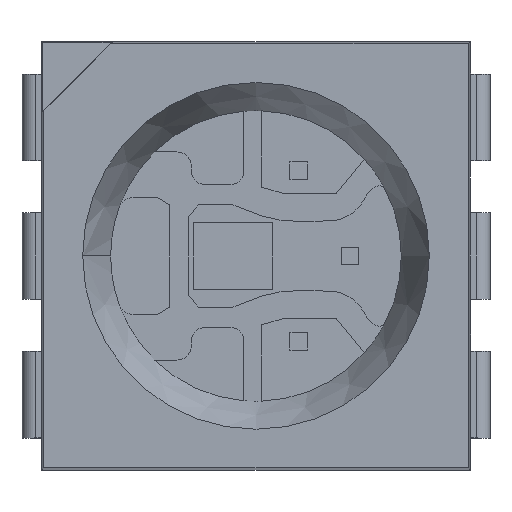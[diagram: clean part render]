
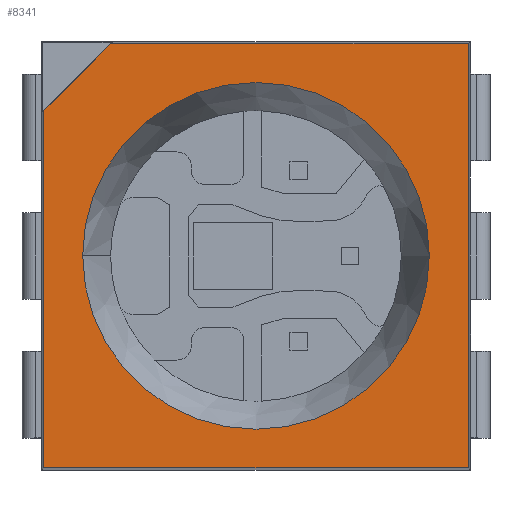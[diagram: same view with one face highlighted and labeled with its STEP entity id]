
A CAD part, top view. The second image highlights one B-rep face of the part: STEP entity #8341.
In plain terms, the highlighted planar face has unit normal (0, 0, 1).
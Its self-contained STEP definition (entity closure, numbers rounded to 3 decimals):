
#130 = FACE_BOUND ( 'NONE', #7879, .T. ) ;
#158 = CARTESIAN_POINT ( 'NONE',  ( 2.447, 2.447, 1.6 ) ) ;
#574 = AXIS2_PLACEMENT_3D ( 'NONE', #6495, #5847, #8616 ) ;
#1064 = LINE ( 'NONE', #7356, #2378 ) ;
#1237 = CARTESIAN_POINT ( 'NONE',  ( 0., 0., 1.6 ) ) ;
#1240 = CARTESIAN_POINT ( 'NONE',  ( 2.447, 0., 1.6 ) ) ;
#1360 = ORIENTED_EDGE ( 'NONE', *, *, #7591, .F. ) ;
#1639 = ORIENTED_EDGE ( 'NONE', *, *, #7508, .F. ) ;
#1658 = EDGE_LOOP ( 'NONE', ( #2890, #4576, #7463, #2834, #1639 ) ) ;
#2219 = EDGE_CURVE ( 'NONE', #4239, #3565, #7078, .T. ) ;
#2378 = VECTOR ( 'NONE', #7262, 1000. ) ;
#2408 = LINE ( 'NONE', #5136, #2723 ) ;
#2622 = LINE ( 'NONE', #1240, #8277 ) ;
#2723 = VECTOR ( 'NONE', #4337, 1000. ) ;
#2834 = ORIENTED_EDGE ( 'NONE', *, *, #3457, .F. ) ;
#2871 = VERTEX_POINT ( 'NONE', #4658 ) ;
#2890 = ORIENTED_EDGE ( 'NONE', *, *, #2219, .F. ) ;
#2893 = DIRECTION ( 'NONE',  ( 1., 0., 0. ) ) ;
#3287 = DIRECTION ( 'NONE',  ( 0., 0., 1. ) ) ;
#3441 = AXIS2_PLACEMENT_3D ( 'NONE', #1237, #5336, #6054 ) ;
#3457 = EDGE_CURVE ( 'NONE', #4058, #8538, #1064, .T. ) ;
#3559 = EDGE_CURVE ( 'NONE', #4239, #6896, #6522, .T. ) ;
#3565 = VERTEX_POINT ( 'NONE', #158 ) ;
#3822 = CARTESIAN_POINT ( 'NONE',  ( 0., 0., 1.6 ) ) ;
#3944 = CARTESIAN_POINT ( 'NONE',  ( 2.447, -2.447, 1.6 ) ) ;
#3967 = DIRECTION ( 'NONE',  ( 0., -1., 0. ) ) ;
#4058 = VERTEX_POINT ( 'NONE', #3944 ) ;
#4197 = FACE_OUTER_BOUND ( 'NONE', #1658, .T. ) ;
#4221 = CARTESIAN_POINT ( 'NONE',  ( -2.447, -2.447, 1.6 ) ) ;
#4239 = VERTEX_POINT ( 'NONE', #6760 ) ;
#4337 = DIRECTION ( 'NONE',  ( 0., 1., 0. ) ) ;
#4478 = CARTESIAN_POINT ( 'NONE',  ( -2.447, 1.675, 1.6 ) ) ;
#4576 = ORIENTED_EDGE ( 'NONE', *, *, #3559, .T. ) ;
#4658 = CARTESIAN_POINT ( 'NONE',  ( 2., 0., 1.6 ) ) ;
#4949 = VERTEX_POINT ( 'NONE', #7972 ) ;
#5112 = DIRECTION ( 'NONE',  ( -0.707, -0.707, 0. ) ) ;
#5136 = CARTESIAN_POINT ( 'NONE',  ( -2.447, 0., 1.6 ) ) ;
#5336 = DIRECTION ( 'NONE',  ( 0., 0., -1. ) ) ;
#5597 = CARTESIAN_POINT ( 'NONE',  ( -2.061, 2.061, 1.6 ) ) ;
#5847 = DIRECTION ( 'NONE',  ( 0., 0., 1. ) ) ;
#5862 = ORIENTED_EDGE ( 'NONE', *, *, #8175, .F. ) ;
#6054 = DIRECTION ( 'NONE',  ( -1., 0., 0. ) ) ;
#6115 = CIRCLE ( 'NONE', #8424, 2. ) ;
#6185 = VECTOR ( 'NONE', #2893, 1000. ) ;
#6495 = CARTESIAN_POINT ( 'NONE',  ( 0., 0., 1.6 ) ) ;
#6522 = LINE ( 'NONE', #5597, #7535 ) ;
#6760 = CARTESIAN_POINT ( 'NONE',  ( -1.675, 2.447, 1.6 ) ) ;
#6896 = VERTEX_POINT ( 'NONE', #4478 ) ;
#7017 = CIRCLE ( 'NONE', #574, 2. ) ;
#7078 = LINE ( 'NONE', #8417, #6185 ) ;
#7262 = DIRECTION ( 'NONE',  ( -1., 0., 0. ) ) ;
#7356 = CARTESIAN_POINT ( 'NONE',  ( 0., -2.447, 1.6 ) ) ;
#7463 = ORIENTED_EDGE ( 'NONE', *, *, #8908, .F. ) ;
#7508 = EDGE_CURVE ( 'NONE', #3565, #4058, #2622, .T. ) ;
#7535 = VECTOR ( 'NONE', #5112, 1000. ) ;
#7591 = EDGE_CURVE ( 'NONE', #2871, #4949, #6115, .T. ) ;
#7879 = EDGE_LOOP ( 'NONE', ( #1360, #5862 ) ) ;
#7972 = CARTESIAN_POINT ( 'NONE',  ( -2., 0., 1.6 ) ) ;
#8057 = DIRECTION ( 'NONE',  ( 1., 0., 0. ) ) ;
#8175 = EDGE_CURVE ( 'NONE', #4949, #2871, #7017, .T. ) ;
#8277 = VECTOR ( 'NONE', #3967, 1000. ) ;
#8341 = ADVANCED_FACE ( 'NONE', ( #130, #4197 ), #8360, .F. ) ;
#8360 = PLANE ( 'NONE',  #3441 ) ;
#8417 = CARTESIAN_POINT ( 'NONE',  ( 0., 2.447, 1.6 ) ) ;
#8424 = AXIS2_PLACEMENT_3D ( 'NONE', #3822, #3287, #8057 ) ;
#8538 = VERTEX_POINT ( 'NONE', #4221 ) ;
#8616 = DIRECTION ( 'NONE',  ( 1., 0., 0. ) ) ;
#8908 = EDGE_CURVE ( 'NONE', #8538, #6896, #2408, .T. ) ;
